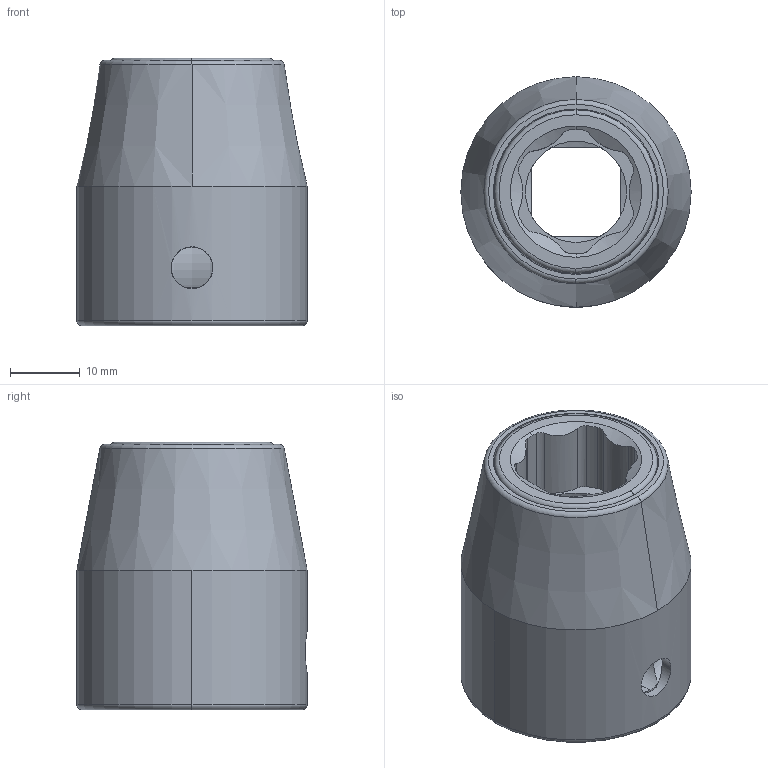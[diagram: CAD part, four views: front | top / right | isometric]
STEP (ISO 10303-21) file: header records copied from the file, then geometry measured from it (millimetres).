
FILE_DESCRIPTION((''),'2;1');
FILE_NAME('4027131115_ASM','2023-08-22T08:28:05',('A00565553'),(''),'CREO PARAMETRIC BY PTC INC, 2022414','CREO PARAMETRIC BY PTC INC, 2022414','');
FILE_SCHEMA(('CONFIG_CONTROL_DESIGN','GEOMETRIC_VALIDATION_PROPERTIES_MIM'));
Length unit declared in the file: millimetre
Products named in the file (3): 4027130815; 4027041171; 4027131115_ASM
Assembly tree (2 placements, depth 2):
  4027131115_ASM
    4027130815
    4027041171
Bounding box: 33 x 33 x 38.3 mm (x, y, z)
Volume: 20574 mm3; surface area: 13649.9 mm2
Topology: 2 solids, 2 shells, 92 faces, 249 edges, 158 vertices
Faces by surface type: cylinder 47, plane 18, cone 18, torus 9
Entity records: 3621 total; most frequent: CARTESIAN_POINT 926, DIRECTION 500, ORIENTED_EDGE 498, EDGE_CURVE 249, AXIS2_PLACEMENT_3D 211, VERTEX_POINT 158, CIRCLE 114, EDGE_LOOP 99
